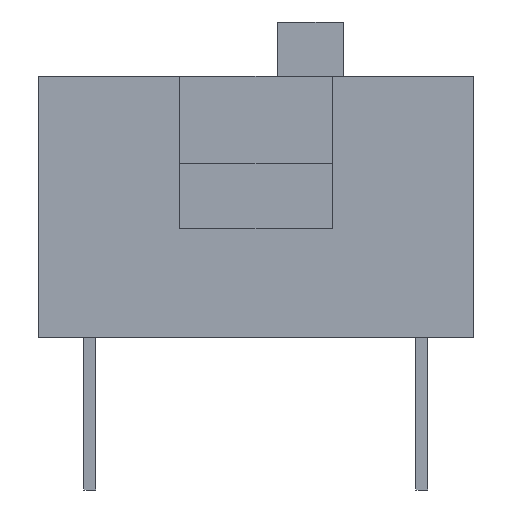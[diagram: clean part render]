
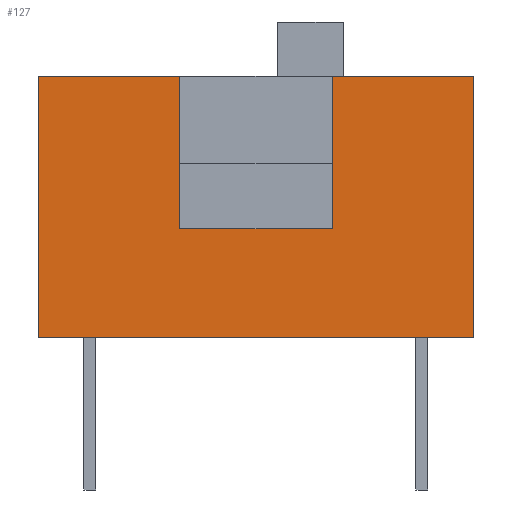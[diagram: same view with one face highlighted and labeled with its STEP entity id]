
A CAD part, left-side view. The second image highlights one B-rep face of the part: STEP entity #127.
In plain terms, the highlighted planar face has unit normal (-1, 0, 0).
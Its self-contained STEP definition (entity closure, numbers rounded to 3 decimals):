
#127=ADVANCED_FACE('',(#280),#2194,.T.);
#280=FACE_OUTER_BOUND('',#433,.T.);
#433=EDGE_LOOP('',(#737,#738,#739,#740,#741,#742,#743,#744));
#737=ORIENTED_EDGE('',*,*,#1348,.T.);
#738=ORIENTED_EDGE('',*,*,#1341,.F.);
#739=ORIENTED_EDGE('',*,*,#1338,.F.);
#740=ORIENTED_EDGE('',*,*,#1340,.T.);
#741=ORIENTED_EDGE('',*,*,#1333,.T.);
#742=ORIENTED_EDGE('',*,*,#1353,.F.);
#743=ORIENTED_EDGE('',*,*,#1347,.F.);
#744=ORIENTED_EDGE('',*,*,#1349,.F.);
#1333=EDGE_CURVE('',#1993,#1996,#1679,.T.);
#1338=EDGE_CURVE('',#1999,#2000,#1684,.T.);
#1340=EDGE_CURVE('',#1999,#1993,#1686,.T.);
#1341=EDGE_CURVE('',#2000,#2006,#1687,.T.);
#1347=EDGE_CURVE('',#2004,#2003,#1693,.T.);
#1348=EDGE_CURVE('',#2005,#2006,#1694,.T.);
#1349=EDGE_CURVE('',#2005,#2004,#1695,.T.);
#1353=EDGE_CURVE('',#2003,#1996,#1699,.T.);
#1679=B_SPLINE_CURVE_WITH_KNOTS('',1,(#3555,#3556),.UNSPECIFIED.,.F.,.F.,
(2,2),(0.,6.),.UNSPECIFIED.);
#1684=B_SPLINE_CURVE_WITH_KNOTS('',1,(#3565,#3566),.UNSPECIFIED.,.F.,.F.,
(2,2),(0.,6.),.UNSPECIFIED.);
#1686=B_SPLINE_CURVE_WITH_KNOTS('',1,(#3569,#3570),.UNSPECIFIED.,.F.,.F.,
(2,2),(23.,33.),.UNSPECIFIED.);
#1687=B_SPLINE_CURVE_WITH_KNOTS('',1,(#3571,#3572),.UNSPECIFIED.,.F.,.F.,
(2,2),(23.,26.25),.UNSPECIFIED.);
#1693=B_SPLINE_CURVE_WITH_KNOTS('',1,(#3583,#3584),.UNSPECIFIED.,.F.,.F.,
(2,2),(0.,3.5),.UNSPECIFIED.);
#1694=B_SPLINE_CURVE_WITH_KNOTS('',1,(#3585,#3586),.UNSPECIFIED.,.F.,.F.,
(2,2),(0.,3.5),.UNSPECIFIED.);
#1695=B_SPLINE_CURVE_WITH_KNOTS('',1,(#3587,#3588),.UNSPECIFIED.,.F.,.F.,
(2,2),(5.5,9.),.UNSPECIFIED.);
#1699=B_SPLINE_CURVE_WITH_KNOTS('',1,(#3595,#3596),.UNSPECIFIED.,.F.,.F.,
(2,2),(29.75,33.),.UNSPECIFIED.);
#1993=VERTEX_POINT('',#3447);
#1996=VERTEX_POINT('',#3450);
#1999=VERTEX_POINT('',#3453);
#2000=VERTEX_POINT('',#3454);
#2003=VERTEX_POINT('',#3457);
#2004=VERTEX_POINT('',#3458);
#2005=VERTEX_POINT('',#3459);
#2006=VERTEX_POINT('',#3460);
#2194=PLANE('',#2401);
#2401=AXIS2_PLACEMENT_3D('',#3109,#2523,$);
#2523=DIRECTION('',(-1.,0.,0.));
#3109=CARTESIAN_POINT('',(0.,10.,0.));
#3447=CARTESIAN_POINT('',(0.,0.,0.));
#3450=CARTESIAN_POINT('',(0.,0.,6.));
#3453=CARTESIAN_POINT('',(0.,10.,0.));
#3454=CARTESIAN_POINT('',(0.,10.,6.));
#3457=CARTESIAN_POINT('',(0.,3.25,6.));
#3458=CARTESIAN_POINT('',(0.,3.25,2.5));
#3459=CARTESIAN_POINT('',(0.,6.75,2.5));
#3460=CARTESIAN_POINT('',(0.,6.75,6.));
#3555=CARTESIAN_POINT('',(0.,0.,0.));
#3556=CARTESIAN_POINT('',(0.,0.,6.));
#3565=CARTESIAN_POINT('',(0.,10.,0.));
#3566=CARTESIAN_POINT('',(0.,10.,6.));
#3569=CARTESIAN_POINT('',(0.,10.,0.));
#3570=CARTESIAN_POINT('',(0.,0.,0.));
#3571=CARTESIAN_POINT('',(0.,10.,6.));
#3572=CARTESIAN_POINT('',(0.,6.75,6.));
#3583=CARTESIAN_POINT('',(0.,3.25,2.5));
#3584=CARTESIAN_POINT('',(0.,3.25,6.));
#3585=CARTESIAN_POINT('',(0.,6.75,2.5));
#3586=CARTESIAN_POINT('',(0.,6.75,6.));
#3587=CARTESIAN_POINT('',(0.,6.75,2.5));
#3588=CARTESIAN_POINT('',(0.,3.25,2.5));
#3595=CARTESIAN_POINT('',(0.,3.25,6.));
#3596=CARTESIAN_POINT('',(0.,0.,6.));
